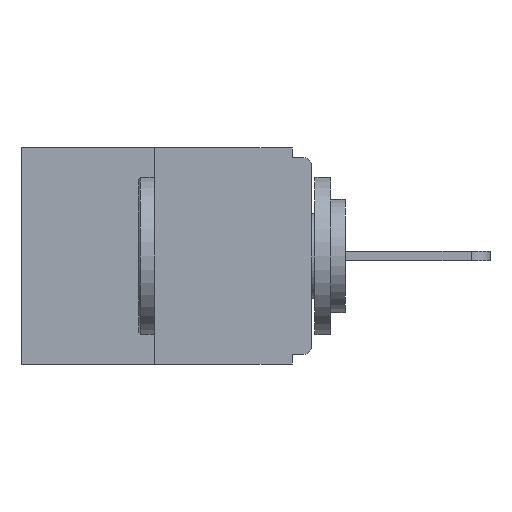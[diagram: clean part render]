
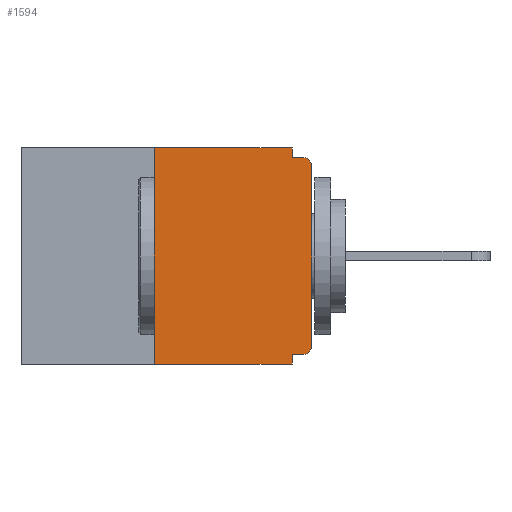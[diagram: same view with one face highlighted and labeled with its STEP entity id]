
A CAD part, left-side view. The second image highlights one B-rep face of the part: STEP entity #1594.
In plain terms, the highlighted planar face has unit normal (-1, 0, 0).
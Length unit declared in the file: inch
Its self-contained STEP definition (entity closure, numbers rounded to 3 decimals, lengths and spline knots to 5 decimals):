
#155 = CARTESIAN_POINT ( 'NONE',  ( 0., 0.031, 0. ) ) ;
#387 = VERTEX_POINT ( 'NONE', #5413 ) ;
#428 = VERTEX_POINT ( 'NONE', #7384 ) ;
#453 = AXIS2_PLACEMENT_3D ( 'NONE', #10104, #10107, #7966 ) ;
#852 = CARTESIAN_POINT ( 'NONE',  ( 0., 0.031, -0.328 ) ) ;
#868 = CARTESIAN_POINT ( 'NONE',  ( 0., 0.015, -0.328 ) ) ;
#1368 = EDGE_CURVE ( 'NONE', #428, #9797, #10021, .T. ) ;
#1396 = EDGE_CURVE ( 'NONE', #2980, #2985, #9976, .T. ) ;
#1439 = EDGE_CURVE ( 'NONE', #2552, #387, #9894, .T. ) ;
#1448 = EDGE_CURVE ( 'NONE', #2980, #428, #9843, .T. ) ;
#1453 = EDGE_CURVE ( 'NONE', #5768, #2385, #9832, .T. ) ;
#1473 = EDGE_CURVE ( 'NONE', #9797, #387, #9804, .T. ) ;
#1594 = ADVANCED_FACE ( 'NONE', ( #9328 ), #8345, .F. ) ;
#1679 = EDGE_CURVE ( 'NONE', #5669, #5768, #9149, .T. ) ;
#1697 = EDGE_CURVE ( 'NONE', #5669, #6019, #9092, .T. ) ;
#1702 = EDGE_CURVE ( 'NONE', #2985, #6019, #9026, .T. ) ;
#1719 = EDGE_CURVE ( 'NONE', #2385, #2552, #9043, .T. ) ;
#2385 = VERTEX_POINT ( 'NONE', #155 ) ;
#2552 = VERTEX_POINT ( 'NONE', #11429 ) ;
#2980 = VERTEX_POINT ( 'NONE', #868 ) ;
#2985 = VERTEX_POINT ( 'NONE', #852 ) ;
#4466 = AXIS2_PLACEMENT_3D ( 'NONE', #7529, #7613, #7041 ) ;
#4579 = AXIS2_PLACEMENT_3D ( 'NONE', #8148, #8125, #8035 ) ;
#4739 = DIRECTION ( 'NONE',  ( 0., 1., 0. ) ) ;
#5257 = ORIENTED_EDGE ( 'NONE', *, *, #1453, .F. ) ;
#5279 = CARTESIAN_POINT ( 'NONE',  ( 0., 0., -0.03 ) ) ;
#5377 = DIRECTION ( 'NONE',  ( 0., 0., -1. ) ) ;
#5388 = ORIENTED_EDGE ( 'NONE', *, *, #1679, .F. ) ;
#5413 = CARTESIAN_POINT ( 'NONE',  ( 0., 0.015, -0.015 ) ) ;
#5419 = CARTESIAN_POINT ( 'NONE',  ( 0., 0.031, 0. ) ) ;
#5527 = ORIENTED_EDGE ( 'NONE', *, *, #1697, .T. ) ;
#5541 = ORIENTED_EDGE ( 'NONE', *, *, #1702, .F. ) ;
#5587 = ORIENTED_EDGE ( 'NONE', *, *, #1396, .F. ) ;
#5611 = ORIENTED_EDGE ( 'NONE', *, *, #1448, .T. ) ;
#5618 = ORIENTED_EDGE ( 'NONE', *, *, #1368, .T. ) ;
#5631 = ORIENTED_EDGE ( 'NONE', *, *, #1473, .T. ) ;
#5659 = ORIENTED_EDGE ( 'NONE', *, *, #1439, .F. ) ;
#5669 = VERTEX_POINT ( 'NONE', #11259 ) ;
#5675 = ORIENTED_EDGE ( 'NONE', *, *, #1719, .F. ) ;
#5768 = VERTEX_POINT ( 'NONE', #6504 ) ;
#5828 = DIRECTION ( 'NONE',  ( 0., 0., -1. ) ) ;
#6019 = VERTEX_POINT ( 'NONE', #9343 ) ;
#6200 = DIRECTION ( 'NONE',  ( 0., -1., 0. ) ) ;
#6216 = EDGE_LOOP ( 'NONE', ( #5257, #5388, #5527, #5541, #5587, #5611, #5618, #5631, #5659, #5675 ) ) ;
#6343 = CARTESIAN_POINT ( 'NONE',  ( 0., 0.031, -0.343 ) ) ;
#6504 = CARTESIAN_POINT ( 'NONE',  ( 0., 0.25, 0. ) ) ;
#6526 = CARTESIAN_POINT ( 'NONE',  ( 0., 0.46, -0.343 ) ) ;
#6628 = DIRECTION ( 'NONE',  ( 0., 0., 1. ) ) ;
#6725 = CARTESIAN_POINT ( 'NONE',  ( 0., 0.25, 0. ) ) ;
#7041 = DIRECTION ( 'NONE',  ( 0., 0., -1. ) ) ;
#7384 = CARTESIAN_POINT ( 'NONE',  ( 0., 0., -0.313 ) ) ;
#7529 = CARTESIAN_POINT ( 'NONE',  ( 0., 0.015, -0.03 ) ) ;
#7613 = DIRECTION ( 'NONE',  ( -1., 0., 0. ) ) ;
#7966 = DIRECTION ( 'NONE',  ( 0., 0., -1. ) ) ;
#8035 = DIRECTION ( 'NONE',  ( 0., 0., -1. ) ) ;
#8125 = DIRECTION ( 'NONE',  ( 1., 0., 0. ) ) ;
#8148 = CARTESIAN_POINT ( 'NONE',  ( 0., 0.46, 0. ) ) ;
#8345 = PLANE ( 'NONE',  #4579 ) ;
#8478 = CARTESIAN_POINT ( 'NONE',  ( 0., 0., -0.328 ) ) ;
#8957 = VECTOR ( 'NONE', #5377, 39.37008 ) ;
#9006 = VECTOR ( 'NONE', #5828, 39.37008 ) ;
#9019 = VECTOR ( 'NONE', #6200, 39.37008 ) ;
#9026 = LINE ( 'NONE', #6343, #9006 ) ;
#9043 = LINE ( 'NONE', #5419, #8957 ) ;
#9053 = VECTOR ( 'NONE', #6628, 39.37008 ) ;
#9092 = LINE ( 'NONE', #6526, #9019 ) ;
#9149 = LINE ( 'NONE', #6725, #9053 ) ;
#9328 = FACE_OUTER_BOUND ( 'NONE', #6216, .T. ) ;
#9343 = CARTESIAN_POINT ( 'NONE',  ( 0., 0.031, -0.343 ) ) ;
#9797 = VERTEX_POINT ( 'NONE', #5279 ) ;
#9802 = DIRECTION ( 'NONE',  ( 0., 0., 1. ) ) ;
#9804 = CIRCLE ( 'NONE', #4466, 0.015 ) ;
#9816 = VECTOR ( 'NONE', #11126, 39.37008 ) ;
#9822 = CARTESIAN_POINT ( 'NONE',  ( 0., 0., -0.015 ) ) ;
#9832 = LINE ( 'NONE', #9850, #9816 ) ;
#9843 = CIRCLE ( 'NONE', #453, 0.015 ) ;
#9850 = CARTESIAN_POINT ( 'NONE',  ( 0., 0.46, 0. ) ) ;
#9854 = VECTOR ( 'NONE', #9918, 39.37008 ) ;
#9894 = LINE ( 'NONE', #9822, #9854 ) ;
#9914 = VECTOR ( 'NONE', #4739, 39.37008 ) ;
#9918 = DIRECTION ( 'NONE',  ( 0., -1., 0. ) ) ;
#9976 = LINE ( 'NONE', #8478, #9914 ) ;
#10013 = VECTOR ( 'NONE', #9802, 39.37008 ) ;
#10021 = LINE ( 'NONE', #11482, #10013 ) ;
#10104 = CARTESIAN_POINT ( 'NONE',  ( 0., 0.015, -0.313 ) ) ;
#10107 = DIRECTION ( 'NONE',  ( -1., 0., 0. ) ) ;
#11126 = DIRECTION ( 'NONE',  ( 0., -1., 0. ) ) ;
#11259 = CARTESIAN_POINT ( 'NONE',  ( 0., 0.25, -0.343 ) ) ;
#11429 = CARTESIAN_POINT ( 'NONE',  ( 0., 0.031, -0.015 ) ) ;
#11482 = CARTESIAN_POINT ( 'NONE',  ( 0., 0., 0. ) ) ;
